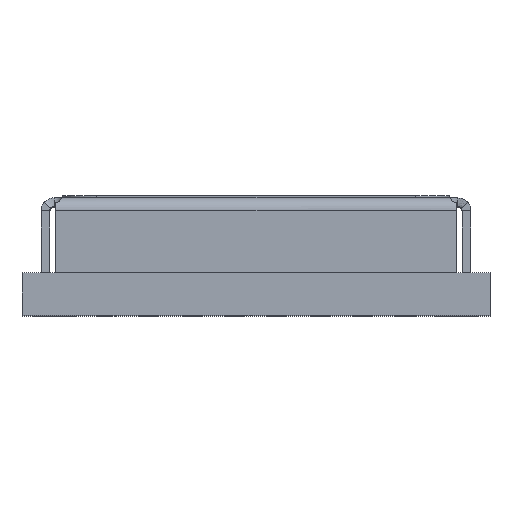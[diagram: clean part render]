
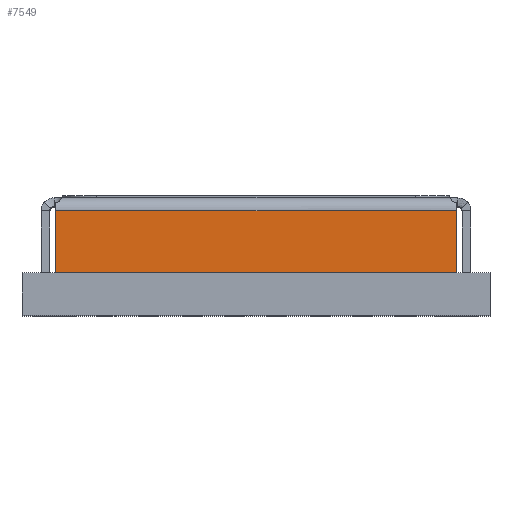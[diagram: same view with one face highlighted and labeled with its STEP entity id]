
A CAD part, top view. The second image highlights one B-rep face of the part: STEP entity #7549.
In plain terms, the highlighted planar face has unit normal (0, 0, 1).
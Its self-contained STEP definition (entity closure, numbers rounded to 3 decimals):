
#1012 = CARTESIAN_POINT ( 'NONE',  ( -4.684, 1., 5.025 ) ) ;
#2675 = EDGE_CURVE ( 'NONE', #27259, #24192, #10619, .T. ) ;
#2838 = VECTOR ( 'NONE', #14696, 1000. ) ;
#3237 = DIRECTION ( 'NONE',  ( 1., 0., 0. ) ) ;
#3395 = AXIS2_PLACEMENT_3D ( 'NONE', #4663, #12571, #17984 ) ;
#4657 = EDGE_CURVE ( 'NONE', #24192, #22893, #31568, .T. ) ;
#4663 = CARTESIAN_POINT ( 'NONE',  ( -5.025, 19.713, 5.025 ) ) ;
#7549 = ADVANCED_FACE ( 'NONE', ( #22896 ), #19925, .F. ) ;
#7557 = VECTOR ( 'NONE', #31387, 1000. ) ;
#8966 = ORIENTED_EDGE ( 'NONE', *, *, #16056, .T. ) ;
#10619 = LINE ( 'NONE', #15898, #21359 ) ;
#11582 = CARTESIAN_POINT ( 'NONE',  ( -4.684, 2.45, 5.025 ) ) ;
#11750 = CARTESIAN_POINT ( 'NONE',  ( 4.684, 2.45, 5.025 ) ) ;
#12429 = VECTOR ( 'NONE', #12561, 1000. ) ;
#12561 = DIRECTION ( 'NONE',  ( 0., -1., 0. ) ) ;
#12571 = DIRECTION ( 'NONE',  ( 0., 0., -1. ) ) ;
#14696 = DIRECTION ( 'NONE',  ( -1., 0., 0. ) ) ;
#14761 = CARTESIAN_POINT ( 'NONE',  ( 4.684, 1., 5.025 ) ) ;
#15185 = CARTESIAN_POINT ( 'NONE',  ( -4.684, 19.713, 5.025 ) ) ;
#15898 = CARTESIAN_POINT ( 'NONE',  ( -5.025, 1., 5.025 ) ) ;
#16056 = EDGE_CURVE ( 'NONE', #22893, #30444, #23099, .T. ) ;
#16216 = ORIENTED_EDGE ( 'NONE', *, *, #2675, .T. ) ;
#17984 = DIRECTION ( 'NONE',  ( -1., 0., 0. ) ) ;
#19383 = EDGE_LOOP ( 'NONE', ( #8966, #24819, #16216, #20522 ) ) ;
#19925 = PLANE ( 'NONE',  #3395 ) ;
#20102 = CARTESIAN_POINT ( 'NONE',  ( -5.025, 2.45, 5.025 ) ) ;
#20522 = ORIENTED_EDGE ( 'NONE', *, *, #4657, .T. ) ;
#21359 = VECTOR ( 'NONE', #3237, 1000. ) ;
#22893 = VERTEX_POINT ( 'NONE', #11750 ) ;
#22896 = FACE_OUTER_BOUND ( 'NONE', #19383, .T. ) ;
#23099 = LINE ( 'NONE', #20102, #2838 ) ;
#24192 = VERTEX_POINT ( 'NONE', #14761 ) ;
#24819 = ORIENTED_EDGE ( 'NONE', *, *, #31148, .T. ) ;
#27259 = VERTEX_POINT ( 'NONE', #1012 ) ;
#28343 = LINE ( 'NONE', #15185, #12429 ) ;
#30444 = VERTEX_POINT ( 'NONE', #11582 ) ;
#31148 = EDGE_CURVE ( 'NONE', #30444, #27259, #28343, .T. ) ;
#31387 = DIRECTION ( 'NONE',  ( 0., 1., 0. ) ) ;
#31568 = LINE ( 'NONE', #34400, #7557 ) ;
#34400 = CARTESIAN_POINT ( 'NONE',  ( 4.684, 19.713, 5.025 ) ) ;
